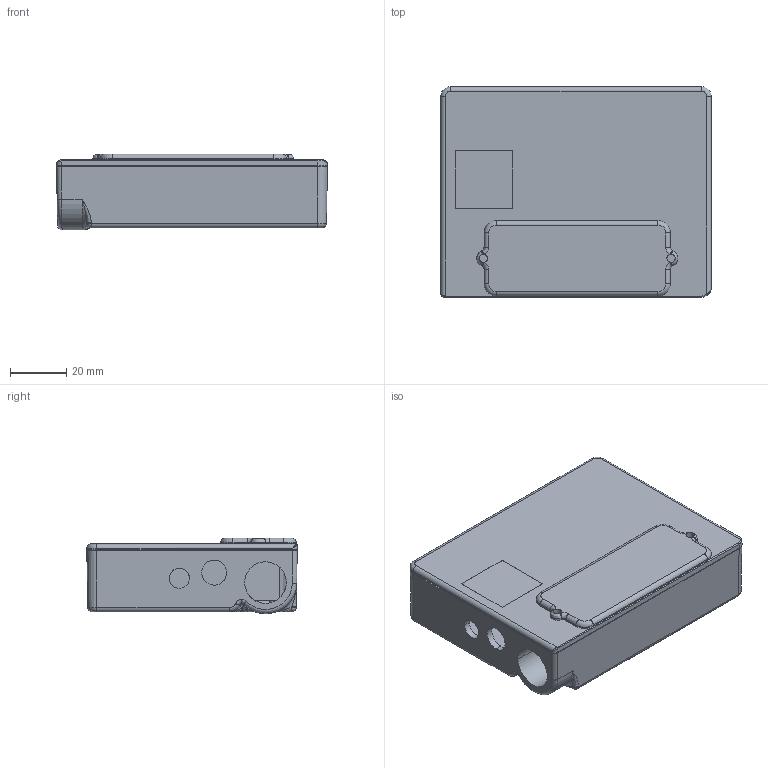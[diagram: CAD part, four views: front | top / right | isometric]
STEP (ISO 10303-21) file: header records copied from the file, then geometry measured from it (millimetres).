
FILE_DESCRIPTION (( 'STEP AP214' ), '1' );
FILE_NAME ('PAD7_2 via SW.STEP', '2013-03-06T21:40:02', ( '' ), ( '' ), 'SwSTEP 2.0', 'SolidWorks 2013', '' );
FILE_SCHEMA (( 'AUTOMOTIVE_DESIGN' ));
Length unit declared in the file: inch
Products named in the file (4): Lid for Battery_7_2; Lid for Box_7_2; Box_Draft 7_2; PAD7_2 via SW
Assembly tree (3 placements, depth 2):
  PAD7_2 via SW
    Box_Draft 7_2
    Lid for Box_7_2
    Lid for Battery_7_2
Bounding box: 96.02 x 74.59 x 26.79 mm (x, y, z)
Volume: 52865.7 mm3; surface area: 49569.8 mm2
Topology: 3 solids, 3 shells, 465 faces, 1201 edges, 745 vertices
Faces by surface type: plane 168, cylinder 101, cone 93, torus 58, bspline 36, sphere 9
Entity records: 21966 total; most frequent: CARTESIAN_POINT 10583, ORIENTED_EDGE 2386, DIRECTION 2365, EDGE_CURVE 1193, AXIS2_PLACEMENT_3D 857, VERTEX_POINT 745, LINE 651, VECTOR 651
